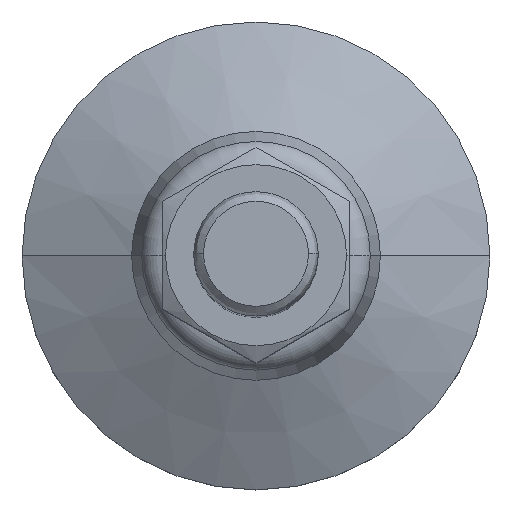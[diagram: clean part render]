
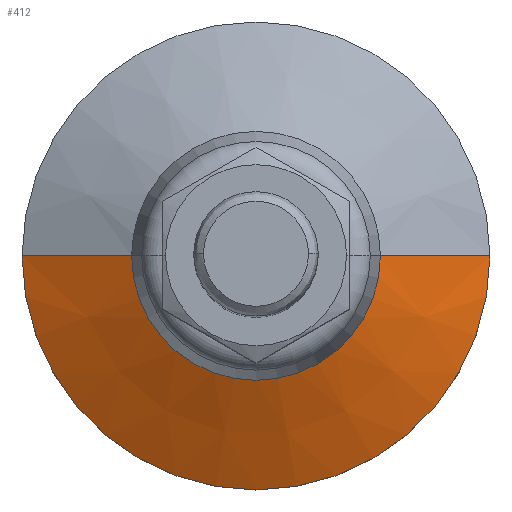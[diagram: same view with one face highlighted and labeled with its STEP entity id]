
A CAD part, top view. The second image highlights one B-rep face of the part: STEP entity #412.
In plain terms, the highlighted conical face has half-angle 63.644 degrees and reference radius 0.72 mm.
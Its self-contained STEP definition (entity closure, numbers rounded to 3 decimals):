
#354=CARTESIAN_POINT('',(0.5,0.,0.468));
#355=VERTEX_POINT('',#354);
#363=CARTESIAN_POINT('',(-0.5,0.,0.468));
#364=VERTEX_POINT('',#363);
#371=CARTESIAN_POINT('',(0.0,0.,0.468));
#372=DIRECTION('',(0.0,0.0,1.0));
#373=DIRECTION('',(1.0,0.0,0.0));
#374=AXIS2_PLACEMENT_3D('',#371,#372,#373);
#375=CIRCLE('',#374,0.5);
#376=EDGE_CURVE('',#364,#355,#375,.T.);
#381=CARTESIAN_POINT('',(0.0,0.,0.359));
#382=DIRECTION('',(0.0,0.,-1.0));
#383=DIRECTION('',(1.0,0.0,0.0));
#384=AXIS2_PLACEMENT_3D('',#381,#382,#383);
#385=CONICAL_SURFACE('',#384,0.72,63.644);
#386=CARTESIAN_POINT('',(0.94,0.,0.25));
#387=VERTEX_POINT('',#386);
#388=CARTESIAN_POINT('',(0.5,0.,0.468));
#389=DIRECTION('',(0.896,0.,-0.444));
#390=VECTOR('',#389,0.491);
#391=LINE('',#388,#390);
#392=EDGE_CURVE('',#355,#387,#391,.T.);
#393=ORIENTED_EDGE('',*,*,#392,.F.);
#394=ORIENTED_EDGE('',*,*,#376,.F.);
#395=CARTESIAN_POINT('',(-0.94,0.,0.25));
#396=VERTEX_POINT('',#395);
#397=CARTESIAN_POINT('',(-0.5,0.,0.468));
#398=DIRECTION('',(-0.896,0.,-0.444));
#399=VECTOR('',#398,0.491);
#400=LINE('',#397,#399);
#401=EDGE_CURVE('',#364,#396,#400,.T.);
#402=ORIENTED_EDGE('',*,*,#401,.T.);
#403=CARTESIAN_POINT('',(0.0,0.,0.25));
#404=DIRECTION('',(0.0,0.0,1.0));
#405=DIRECTION('',(1.0,0.0,0.0));
#406=AXIS2_PLACEMENT_3D('',#403,#404,#405);
#407=CIRCLE('',#406,0.94);
#408=EDGE_CURVE('',#396,#387,#407,.T.);
#409=ORIENTED_EDGE('',*,*,#408,.T.);
#410=EDGE_LOOP('',(#393,#394,#402,#409));
#411=FACE_OUTER_BOUND('',#410,.T.);
#412=ADVANCED_FACE('',(#411),#385,.T.);
